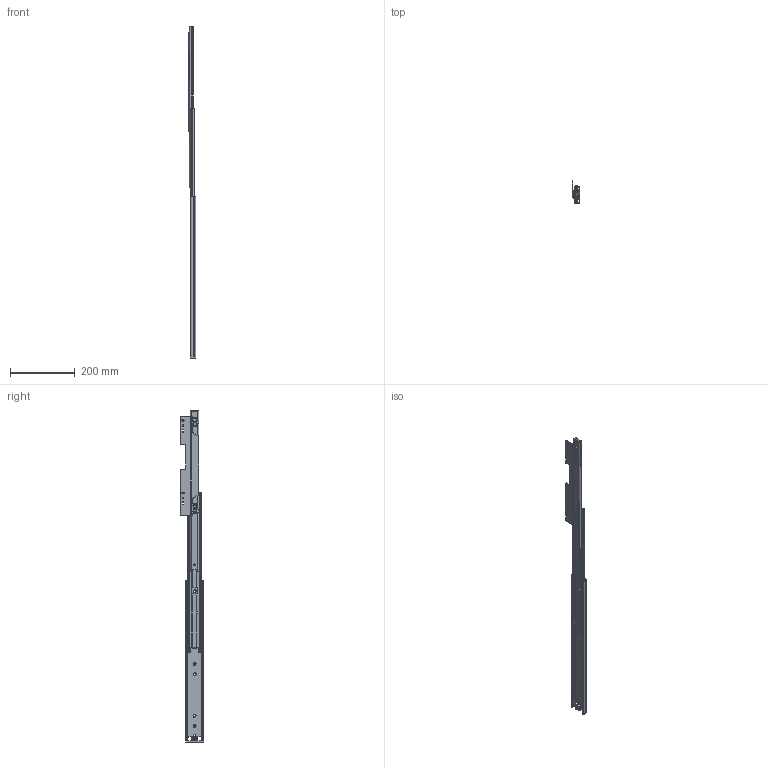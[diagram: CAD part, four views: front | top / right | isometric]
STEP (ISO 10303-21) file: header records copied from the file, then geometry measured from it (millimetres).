
FILE_DESCRIPTION (( 'STEP AP214' ), '1' );
FILE_NAME ('FR_5623.0500mm_20inch_open_right.STEP', '2022-10-18T10:23:41', ( '' ), ( '' ), 'SwSTEP 2.0', 'SolidWorks 2020', '' );
FILE_SCHEMA (( 'AUTOMOTIVE_DESIGN' ));
Length unit declared in the file: millimetre
Products named in the file (12): 5623.XXX-04.T040 RIGHT_NL  500; FR 5623 DETENT; FR 5623 Drawer Bumper; 5623.XXX-03.T040_NL  500; 5623.XXX-01.T040_NL  500; 5623.XXX-02.T040_NL  500; FR_5623.0500mm_20inch_open_right; 5623 Middle Bumper
Assembly tree (11 placements, depth 3):
  FR_5623.0500mm_20inch_open_right
    5623.XXX-01.T040_NL  500
      5623.XXX-01.T040_NL  500
      FR 5623 DETENT
    5623.XXX-03.T040_NL  500
      5623.XXX-03.T040_NL  500
      FR 5623 Drawer Bumper
    5623.XXX-02.T040_NL  500
      5623.XXX-02.T040_NL  500
      5623 Middle Bumper
    5623.XXX-04.T040 RIGHT_NL  500
      5623.XXX-04.T040 RIGHT_NL  500
Bounding box: 22.6 x 71.89 x 1025 mm (x, y, z)
Volume: 208335.3 mm3; surface area: 250712 mm2
Topology: 7 solids, 7 shells, 848 faces, 2286 edges, 1438 vertices
Faces by surface type: cylinder 413, plane 389, cone 42, bspline 4
Entity records: 27852 total; most frequent: CARTESIAN_POINT 5773, DIRECTION 4636, ORIENTED_EDGE 4572, EDGE_CURVE 2286, AXIS2_PLACEMENT_3D 1673, VERTEX_POINT 1438, VECTOR 1290, LINE 1290
